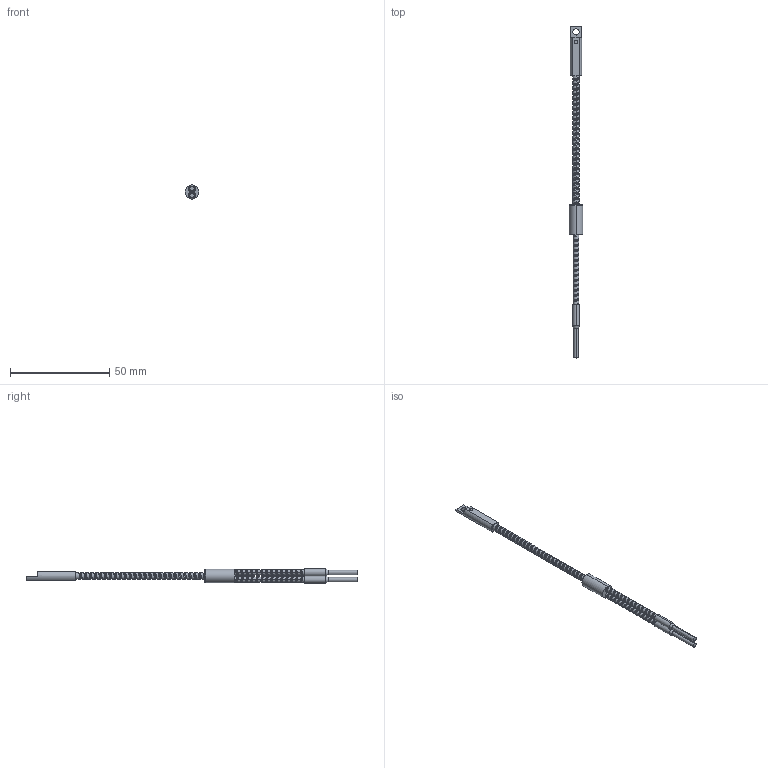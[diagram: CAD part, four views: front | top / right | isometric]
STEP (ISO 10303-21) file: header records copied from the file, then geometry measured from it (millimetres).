
FILE_DESCRIPTION((''),'2;1');
FILE_NAME('GR-11-10_ASM','2020-08-26T17:58:18',('Administrator'),(''),'CREO PARAMETRIC BY PTC INC, 2018400','CREO PARAMETRIC BY PTC INC, 2018400','');
FILE_SCHEMA(('AUTOMOTIVE_DESIGN { 1 0 10303 214 1 1 1 1 }'));
Length unit declared in the file: millimetre
Products named in the file (3): TOUB; GAWX_35; GR-11-10_ASM
Assembly tree (2 placements, depth 2):
  GR-11-10_ASM
    TOUB
    GAWX_35
Bounding box: 6.8 x 167 x 7.1 mm (x, y, z)
Volume: 2297.9 mm3; surface area: 2765.9 mm2
Topology: 2 solids, 2 shells, 201 faces, 520 edges, 331 vertices
Faces by surface type: cylinder 125, bspline 48, plane 22, cone 6
Entity records: 16479 total; most frequent: CARTESIAN_POINT 11918, ORIENTED_EDGE 1040, DIRECTION 612, EDGE_CURVE 520, VERTEX_POINT 331, B_SPLINE_CURVE_WITH_KNOTS 273, EDGE_LOOP 211, AXIS2_PLACEMENT_3D 207
